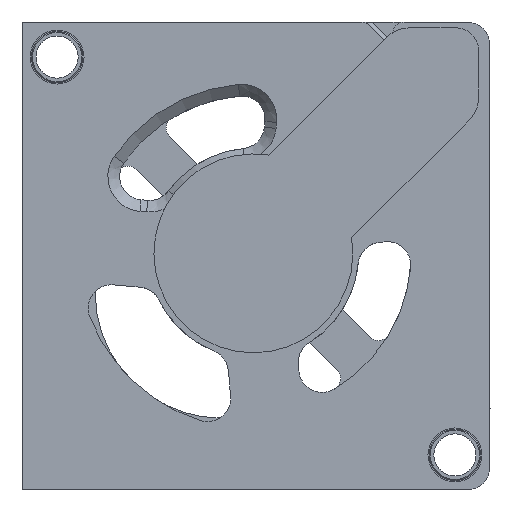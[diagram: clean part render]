
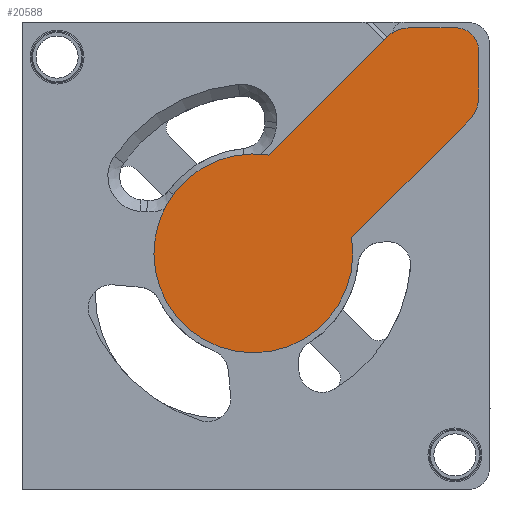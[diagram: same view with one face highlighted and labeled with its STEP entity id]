
A CAD part, front view. The second image highlights one B-rep face of the part: STEP entity #20588.
In plain terms, the highlighted planar face has unit normal (0, -1, 0).
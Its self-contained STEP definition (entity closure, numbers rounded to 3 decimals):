
#20357=CARTESIAN_POINT('',(0.,0.,0.));
#20358=DIRECTION('',(0.,1.,0.));
#20359=DIRECTION('',(-0.588,0.,-0.809));
#20360=AXIS2_PLACEMENT_3D('',#20357,#20358,#20359);
#20365=DIRECTION('',(0.,0.,-1.));
#20366=VECTOR('',#20365,7.072);
#20367=CARTESIAN_POINT('',(2.512,0.,-3.428));
#20368=LINE('',#20367,#20366);
#20372=CARTESIAN_POINT('',(1.012,0.,-10.5));
#20373=DIRECTION('',(0.,1.,0.));
#20374=DIRECTION('',(1.,0.,0.));
#20375=AXIS2_PLACEMENT_3D('',#20372,#20373,#20374);
#20380=DIRECTION('',(-0.707,0.,-0.707));
#20381=VECTOR('',#20380,1.923);
#20382=CARTESIAN_POINT('',(2.073,0.,-11.561));
#20383=LINE('',#20382,#20381);
#20387=CARTESIAN_POINT('',(0.006,0.,-12.213));
#20388=DIRECTION('',(0.,1.,0.));
#20389=DIRECTION('',(0.707,0.,-0.707));
#20390=AXIS2_PLACEMENT_3D('',#20387,#20388,#20389);
#20395=DIRECTION('',(-0.707,0.,0.707));
#20396=VECTOR('',#20395,1.923);
#20397=CARTESIAN_POINT('',(-0.701,0.,-12.92));
#20398=LINE('',#20397,#20396);
#20402=CARTESIAN_POINT('',(-1.,0.,-10.5));
#20403=DIRECTION('',(0.,1.,0.));
#20404=DIRECTION('',(-0.707,0.,-0.707));
#20405=AXIS2_PLACEMENT_3D('',#20402,#20403,#20404);
#20410=DIRECTION('',(0.,0.,1.));
#20411=VECTOR('',#20410,7.063);
#20412=CARTESIAN_POINT('',(-2.5,0.,-10.5));
#20413=LINE('',#20412,#20411);
#20533=CARTESIAN_POINT('',(-2.5,0.,-3.437));
#20534=CARTESIAN_POINT('',(2.512,0.,-3.428));
#20535=VERTEX_POINT('',#20533);
#20536=VERTEX_POINT('',#20534);
#20537=CARTESIAN_POINT('',(2.512,0.,-10.5));
#20538=VERTEX_POINT('',#20537);
#20539=CARTESIAN_POINT('',(2.073,0.,-11.561));
#20540=VERTEX_POINT('',#20539);
#20541=CARTESIAN_POINT('',(-2.061,0.,-11.561));
#20542=CARTESIAN_POINT('',(-2.5,0.,-10.5));
#20543=VERTEX_POINT('',#20541);
#20544=VERTEX_POINT('',#20542);
#20557=CARTESIAN_POINT('',(0.713,0.,-12.92));
#20558=VERTEX_POINT('',#20557);
#20559=CARTESIAN_POINT('',(-0.701,0.,-12.92));
#20560=VERTEX_POINT('',#20559);
#20565=CARTESIAN_POINT('',(0.,0.,0.));
#20566=DIRECTION('',(0.,1.,0.));
#20567=DIRECTION('',(1.,0.,0.));
#20568=AXIS2_PLACEMENT_3D('',#20565,#20566,#20567);
#20569=PLANE('',#20568);
#20571=ORIENTED_EDGE('',*,*,#20570,.T.);
#20573=ORIENTED_EDGE('',*,*,#20572,.T.);
#20575=ORIENTED_EDGE('',*,*,#20574,.T.);
#20577=ORIENTED_EDGE('',*,*,#20576,.T.);
#20579=ORIENTED_EDGE('',*,*,#20578,.T.);
#20581=ORIENTED_EDGE('',*,*,#20580,.T.);
#20583=ORIENTED_EDGE('',*,*,#20582,.T.);
#20585=ORIENTED_EDGE('',*,*,#20584,.T.);
#20586=EDGE_LOOP('',(#20571,#20573,#20575,#20577,#20579,#20581,#20583,#20585));
#20587=FACE_OUTER_BOUND('',#20586,.F.);
#20361=CIRCLE('',#20360,4.25);
#20376=CIRCLE('',#20375,1.5);
#20391=CIRCLE('',#20390,1.);
#20406=CIRCLE('',#20405,1.5);
#20570=EDGE_CURVE('',#20535,#20536,#20361,.T.);
#20572=EDGE_CURVE('',#20536,#20538,#20368,.T.);
#20574=EDGE_CURVE('',#20538,#20540,#20376,.T.);
#20576=EDGE_CURVE('',#20540,#20558,#20383,.T.);
#20578=EDGE_CURVE('',#20558,#20560,#20391,.T.);
#20580=EDGE_CURVE('',#20560,#20543,#20398,.T.);
#20582=EDGE_CURVE('',#20543,#20544,#20406,.T.);
#20584=EDGE_CURVE('',#20544,#20535,#20413,.T.);
#20588=ADVANCED_FACE('',(#20587),#20569,.F.);
